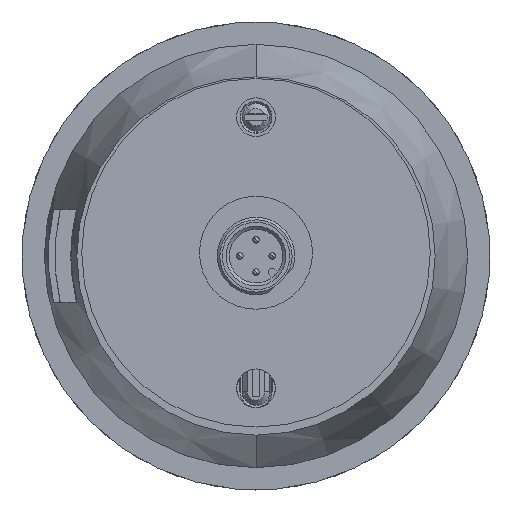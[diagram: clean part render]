
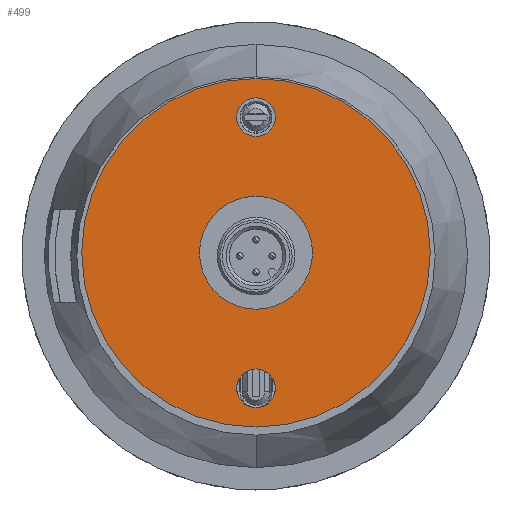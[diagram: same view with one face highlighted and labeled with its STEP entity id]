
A CAD part, front view. The second image highlights one B-rep face of the part: STEP entity #499.
In plain terms, the highlighted planar face has unit normal (0, -1, 0).
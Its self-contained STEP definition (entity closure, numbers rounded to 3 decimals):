
#499=ADVANCED_FACE('NONE',(#1180,#1181,#1182,#1183),#1184,.F.);
#1180=FACE_BOUND('',#2048,.T.);
#1181=FACE_BOUND('',#2049,.T.);
#1182=FACE_BOUND('',#2050,.T.);
#1183=FACE_OUTER_BOUND('',#2051,.T.);
#1184=PLANE('',#2052);
#2048=EDGE_LOOP('',(#3554,#3555));
#2049=EDGE_LOOP('',(#3556,#3557));
#2050=EDGE_LOOP('',(#3558,#3559));
#2051=EDGE_LOOP('',(#3560,#3561));
#2052=AXIS2_PLACEMENT_3D('',#3562,#3563,#3564);
#3554=ORIENTED_EDGE('',*,*,#5617,.F.);
#3555=ORIENTED_EDGE('',*,*,#5618,.F.);
#3556=ORIENTED_EDGE('',*,*,#5619,.F.);
#3557=ORIENTED_EDGE('',*,*,#5620,.F.);
#3558=ORIENTED_EDGE('',*,*,#5621,.F.);
#3559=ORIENTED_EDGE('',*,*,#5622,.F.);
#3560=ORIENTED_EDGE('',*,*,#5623,.F.);
#3561=ORIENTED_EDGE('',*,*,#5624,.F.);
#3562=CARTESIAN_POINT('',(36.25,0.,26.25));
#3563=DIRECTION('',(-0.0,1.0,0.0));
#3564=DIRECTION('',(1.0,0.0,0.0));
#5617=EDGE_CURVE('NONE',#6855,#6856,#6857,.T.);
#5618=EDGE_CURVE('NONE',#6856,#6855,#6858,.T.);
#5619=EDGE_CURVE('NONE',#6859,#6860,#6861,.T.);
#5620=EDGE_CURVE('NONE',#6860,#6859,#6862,.T.);
#5621=EDGE_CURVE('NONE',#6863,#6864,#6865,.T.);
#5622=EDGE_CURVE('NONE',#6864,#6863,#6866,.T.);
#5623=EDGE_CURVE('NONE',#6867,#6868,#6869,.T.);
#5624=EDGE_CURVE('NONE',#6868,#6867,#6870,.T.);
#6855=VERTEX_POINT('',#8665);
#6856=VERTEX_POINT('',#8666);
#6857=CIRCLE('',#8667,3.0);
#6858=CIRCLE('',#8668,3.0);
#6859=VERTEX_POINT('',#8669);
#6860=VERTEX_POINT('',#8670);
#6861=CIRCLE('',#8671,8.75);
#6862=CIRCLE('',#8672,8.75);
#6863=VERTEX_POINT('',#8673);
#6864=VERTEX_POINT('',#8674);
#6865=CIRCLE('',#8675,3.0);
#6866=CIRCLE('',#8676,3.0);
#6867=VERTEX_POINT('',#8677);
#6868=VERTEX_POINT('',#8678);
#6869=CIRCLE('',#8679,27.0);
#6870=CIRCLE('',#8680,27.0);
#8665=CARTESIAN_POINT('',(36.25,0.,60.75));
#8666=CARTESIAN_POINT('',(36.25,0.,54.75));
#8667=AXIS2_PLACEMENT_3D('',#10718,#10719,#10720);
#8668=AXIS2_PLACEMENT_3D('',#10721,#10722,#10723);
#8669=CARTESIAN_POINT('',(36.25,0.,45.5));
#8670=CARTESIAN_POINT('',(36.25,0.,28.));
#8671=AXIS2_PLACEMENT_3D('',#10724,#10725,#10726);
#8672=AXIS2_PLACEMENT_3D('',#10727,#10728,#10729);
#8673=CARTESIAN_POINT('',(36.25,0.,18.75));
#8674=CARTESIAN_POINT('',(36.25,0.,12.75));
#8675=AXIS2_PLACEMENT_3D('',#10730,#10731,#10732);
#8676=AXIS2_PLACEMENT_3D('',#10733,#10734,#10735);
#8677=CARTESIAN_POINT('',(36.25,0.,63.75));
#8678=CARTESIAN_POINT('',(36.25,0.,9.75));
#8679=AXIS2_PLACEMENT_3D('',#10736,#10737,#10738);
#8680=AXIS2_PLACEMENT_3D('',#10739,#10740,#10741);
#10718=CARTESIAN_POINT('',(36.25,0.,57.75));
#10719=DIRECTION('',(0.0,-1.0,0.0));
#10720=DIRECTION('',(1.0,0.0,0.0));
#10721=CARTESIAN_POINT('',(36.25,0.,57.75));
#10722=DIRECTION('',(0.0,-1.0,0.0));
#10723=DIRECTION('',(1.0,0.0,0.0));
#10724=CARTESIAN_POINT('',(36.25,0.,36.75));
#10725=DIRECTION('',(0.0,-1.0,0.0));
#10726=DIRECTION('',(1.0,0.0,0.0));
#10727=CARTESIAN_POINT('',(36.25,0.,36.75));
#10728=DIRECTION('',(0.0,-1.0,0.0));
#10729=DIRECTION('',(1.0,0.0,0.0));
#10730=CARTESIAN_POINT('',(36.25,0.,15.75));
#10731=DIRECTION('',(0.0,-1.0,0.0));
#10732=DIRECTION('',(1.0,0.0,0.0));
#10733=CARTESIAN_POINT('',(36.25,0.,15.75));
#10734=DIRECTION('',(0.0,-1.0,0.0));
#10735=DIRECTION('',(1.0,0.0,0.0));
#10736=CARTESIAN_POINT('',(36.25,0.,36.75));
#10737=DIRECTION('',(-0.0,1.0,0.0));
#10738=DIRECTION('',(1.0,0.0,0.0));
#10739=CARTESIAN_POINT('',(36.25,0.,36.75));
#10740=DIRECTION('',(-0.0,1.0,0.0));
#10741=DIRECTION('',(1.0,0.0,0.0));
